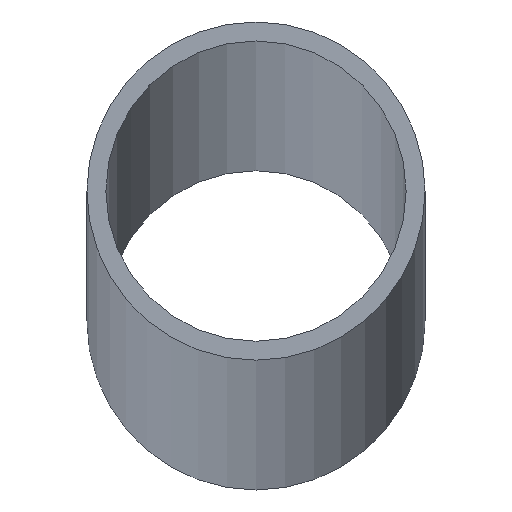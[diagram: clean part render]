
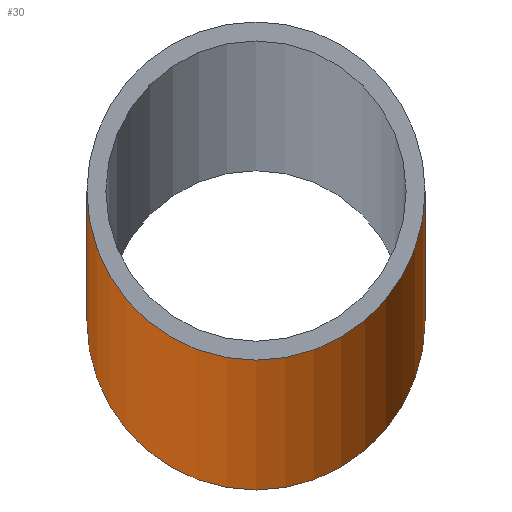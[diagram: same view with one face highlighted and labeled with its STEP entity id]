
A CAD part, top view. The second image highlights one B-rep face of the part: STEP entity #30.
In plain terms, the highlighted cylindrical face has radius 12.5 mm (diameter 25 mm), a full revolution.
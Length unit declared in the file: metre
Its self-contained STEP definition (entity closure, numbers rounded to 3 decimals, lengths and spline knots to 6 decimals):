
#30=ADVANCED_FACE('',(#57,#58),#59,.T.);
#57=FACE_OUTER_BOUND('',#80,.T.);
#58=FACE_OUTER_BOUND('',#81,.T.);
#59=CYLINDRICAL_SURFACE('',#82,0.0125);
#80=EDGE_LOOP('',(#99));
#81=EDGE_LOOP('',(#100));
#82=AXIS2_PLACEMENT_3D('',#101,#102,#103);
#99=ORIENTED_EDGE('',*,*,#120,.T.);
#100=ORIENTED_EDGE('',*,*,#121,.T.);
#101=CARTESIAN_POINT('',(0.0,0.0,0.0));
#102=DIRECTION('',(0.0,-0.0,1.0));
#103=DIRECTION('',(1.0,0.0,0.0));
#120=EDGE_CURVE('',#130,#130,#131,.F.);
#121=EDGE_CURVE('',#132,#132,#133,.F.);
#130=VERTEX_POINT('',#142);
#131=CIRCLE('',#143,0.0125);
#132=VERTEX_POINT('',#144);
#133=CIRCLE('',#145,0.0125);
#142=CARTESIAN_POINT('',(-0.0125,0.,0.0));
#143=AXIS2_PLACEMENT_3D('',#154,#155,#156);
#144=CARTESIAN_POINT('',(0.0125,0.,5.5));
#145=AXIS2_PLACEMENT_3D('',#157,#158,#159);
#154=CARTESIAN_POINT('',(0.0,0.0,0.0));
#155=DIRECTION('',(0.0,0.0,-1.0));
#156=DIRECTION('',(-1.0,0.0,0.0));
#157=CARTESIAN_POINT('',(0.0,0.0,5.5));
#158=DIRECTION('',(0.0,0.0,1.0));
#159=DIRECTION('',(1.0,0.0,-0.0));
